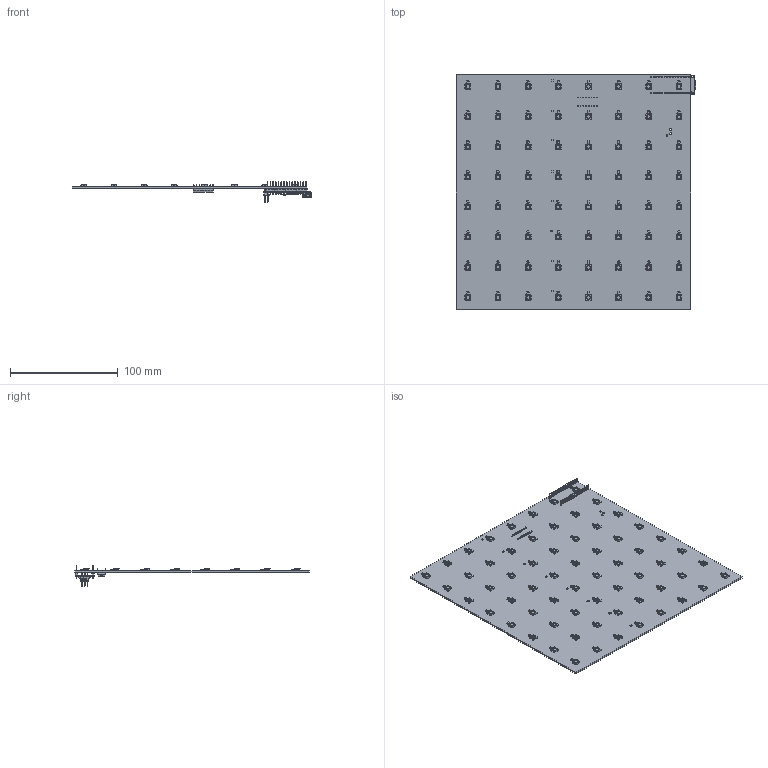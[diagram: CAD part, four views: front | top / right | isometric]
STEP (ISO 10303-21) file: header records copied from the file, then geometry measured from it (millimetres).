
FILE_DESCRIPTION(('KiCad electronic assembly'),'2;1');
FILE_NAME('chess_pcb.step','2026-01-07T17:42:14',('Pcbnew'),('Kicad'), 'Open CASCADE STEP processor 7.8','KiCad to STEP converter','Unknown' );
FILE_SCHEMA(('AUTOMOTIVE_DESIGN { 1 0 10303 214 1 1 1 1 }'));
Length unit declared in the file: millimetre
Products named in the file (12): chess_pcb 1; LED_Inolux_IN-PI554FCH_PLCC4_5.0x5.0mm_P3.2mm; LED_Inolux_IN_PI554FCH_PLCC4_50x50mm_P32mm; R_0805_2012Metric; SOT-23; SOT_23; DIP-16_W7.62mm; Arduino Nano; board_PCB
Assembly tree (144 placements, depth 3):
  chess_pcb 1
    LED_Inolux_IN-PI554FCH_PLCC4_5.0x5.0mm_P3.2mm  x64
      LED_Inolux_IN_PI554FCH_PLCC4_50x50mm_P32mm
    R_0805_2012Metric  x8
      R_0805_2012Metric
    SOT-23  x64
      SOT_23
    DIP-16_W7.62mm
      DIP-16_W7.62mm
    Arduino Nano
      Arduino Nano
    board_PCB
Bounding box: 222.86 x 218 x 18.6 mm (x, y, z)
Volume: 81109.2 mm3; surface area: 109361.5 mm2
Topology: 225 solids, 225 shells, 11600 faces, 30562 edges, 19214 vertices
Faces by surface type: plane 7017, cylinder 2763, bspline 1756, cone 64
Full cylindrical faces by diameter (mm): 0.8 x16, 1 x30, 1.6 x1, 1.8 x2, 3.333 x64
Entity records: 76359 total; most frequent: CARTESIAN_POINT 13013, ORIENTED_EDGE 12166, DIRECTION 12030, EDGE_CURVE 6083, LINE 4902, VECTOR 4902, VERTEX_POINT 3912, AXIS2_PLACEMENT_3D 3564
